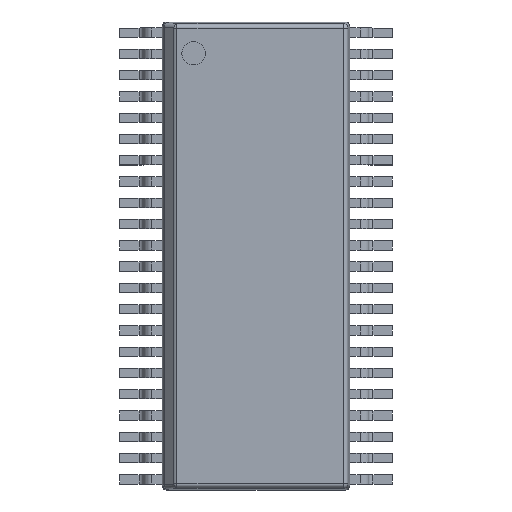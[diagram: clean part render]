
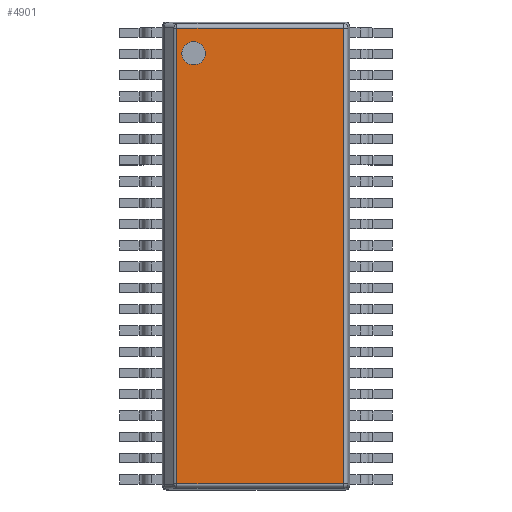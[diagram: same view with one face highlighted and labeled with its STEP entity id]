
A CAD part, top view. The second image highlights one B-rep face of the part: STEP entity #4901.
In plain terms, the highlighted planar face has unit normal (0, 0, 1).
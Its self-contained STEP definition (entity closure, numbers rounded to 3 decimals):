
#4056 = CYLINDRICAL_SURFACE('',#4057,0.1);
#4057 = AXIS2_PLACEMENT_3D('',#4058,#4059,#4060);
#4058 = CARTESIAN_POINT('',(0.3,10.857,1.1));
#4059 = DIRECTION('',(1.,0.,0.));
#4060 = DIRECTION('',(-0.,0.995,0.105));
#4257 = CYLINDRICAL_SURFACE('',#4258,0.1);
#4258 = AXIS2_PLACEMENT_3D('',#4259,#4260,#4261);
#4259 = CARTESIAN_POINT('',(0.3,0.143,1.1));
#4260 = DIRECTION('',(1.,-0.,0.));
#4261 = DIRECTION('',(-0.,-0.995,0.105));
#4358 = CYLINDRICAL_SURFACE('',#4359,0.1);
#4359 = AXIS2_PLACEMENT_3D('',#4360,#4361,#4362);
#4360 = CARTESIAN_POINT('',(0.341,0.053,1.1));
#4361 = DIRECTION('',(0.,1.,0.));
#4362 = DIRECTION('',(-0.707,0.,0.707));
#4519 = VERTEX_POINT('',#4520);
#4520 = CARTESIAN_POINT('',(0.341,10.857,1.2));
#4553 = EDGE_CURVE('',#4519,#4554,#4556,.T.);
#4554 = VERTEX_POINT('',#4555);
#4555 = CARTESIAN_POINT('',(4.257,10.857,1.2));
#4556 = SURFACE_CURVE('',#4557,(#4561,#4568),.PCURVE_S1.);
#4557 = LINE('',#4558,#4559);
#4558 = CARTESIAN_POINT('',(0.3,10.857,1.2));
#4559 = VECTOR('',#4560,1.);
#4560 = DIRECTION('',(1.,0.,0.));
#4561 = PCURVE('',#4056,#4562);
#4562 = DEFINITIONAL_REPRESENTATION('',(#4563),#4567);
#4563 = LINE('',#4564,#4565);
#4564 = CARTESIAN_POINT('',(1.466,0.));
#4565 = VECTOR('',#4566,1.);
#4566 = DIRECTION('',(0.,1.));
#4567 = ( GEOMETRIC_REPRESENTATION_CONTEXT(2) 
PARAMETRIC_REPRESENTATION_CONTEXT() REPRESENTATION_CONTEXT('2D SPACE',''
  ) );
#4568 = PCURVE('',#4569,#4574);
#4569 = PLANE('',#4570);
#4570 = AXIS2_PLACEMENT_3D('',#4571,#4572,#4573);
#4571 = CARTESIAN_POINT('',(0.,0.,1.2));
#4572 = DIRECTION('',(0.,0.,1.));
#4573 = DIRECTION('',(1.,0.,-0.));
#4574 = DEFINITIONAL_REPRESENTATION('',(#4575),#4579);
#4575 = LINE('',#4576,#4577);
#4576 = CARTESIAN_POINT('',(0.3,10.857));
#4577 = VECTOR('',#4578,1.);
#4578 = DIRECTION('',(1.,0.));
#4579 = ( GEOMETRIC_REPRESENTATION_CONTEXT(2) 
PARAMETRIC_REPRESENTATION_CONTEXT() REPRESENTATION_CONTEXT('2D SPACE',''
  ) );
#4697 = VERTEX_POINT('',#4698);
#4698 = CARTESIAN_POINT('',(0.341,0.143,1.2));
#4731 = EDGE_CURVE('',#4697,#4732,#4734,.T.);
#4732 = VERTEX_POINT('',#4733);
#4733 = CARTESIAN_POINT('',(4.257,0.143,1.2));
#4734 = SURFACE_CURVE('',#4735,(#4739,#4746),.PCURVE_S1.);
#4735 = LINE('',#4736,#4737);
#4736 = CARTESIAN_POINT('',(0.3,0.143,1.2));
#4737 = VECTOR('',#4738,1.);
#4738 = DIRECTION('',(1.,-0.,0.));
#4739 = PCURVE('',#4257,#4740);
#4740 = DEFINITIONAL_REPRESENTATION('',(#4741),#4745);
#4741 = LINE('',#4742,#4743);
#4742 = CARTESIAN_POINT('',(-1.466,0.));
#4743 = VECTOR('',#4744,1.);
#4744 = DIRECTION('',(-0.,1.));
#4745 = ( GEOMETRIC_REPRESENTATION_CONTEXT(2) 
PARAMETRIC_REPRESENTATION_CONTEXT() REPRESENTATION_CONTEXT('2D SPACE',''
  ) );
#4746 = PCURVE('',#4569,#4747);
#4747 = DEFINITIONAL_REPRESENTATION('',(#4748),#4752);
#4748 = LINE('',#4749,#4750);
#4749 = CARTESIAN_POINT('',(0.3,0.143));
#4750 = VECTOR('',#4751,1.);
#4751 = DIRECTION('',(1.,0.));
#4752 = ( GEOMETRIC_REPRESENTATION_CONTEXT(2) 
PARAMETRIC_REPRESENTATION_CONTEXT() REPRESENTATION_CONTEXT('2D SPACE',''
  ) );
#4797 = EDGE_CURVE('',#4697,#4519,#4798,.T.);
#4798 = SURFACE_CURVE('',#4799,(#4803,#4810),.PCURVE_S1.);
#4799 = LINE('',#4800,#4801);
#4800 = CARTESIAN_POINT('',(0.341,0.053,1.2));
#4801 = VECTOR('',#4802,1.);
#4802 = DIRECTION('',(0.,1.,0.));
#4803 = PCURVE('',#4358,#4804);
#4804 = DEFINITIONAL_REPRESENTATION('',(#4805),#4809);
#4805 = LINE('',#4806,#4807);
#4806 = CARTESIAN_POINT('',(0.785,0.));
#4807 = VECTOR('',#4808,1.);
#4808 = DIRECTION('',(0.,1.));
#4809 = ( GEOMETRIC_REPRESENTATION_CONTEXT(2) 
PARAMETRIC_REPRESENTATION_CONTEXT() REPRESENTATION_CONTEXT('2D SPACE',''
  ) );
#4810 = PCURVE('',#4569,#4811);
#4811 = DEFINITIONAL_REPRESENTATION('',(#4812),#4816);
#4812 = LINE('',#4813,#4814);
#4813 = CARTESIAN_POINT('',(0.341,0.053));
#4814 = VECTOR('',#4815,1.);
#4815 = DIRECTION('',(0.,1.));
#4816 = ( GEOMETRIC_REPRESENTATION_CONTEXT(2) 
PARAMETRIC_REPRESENTATION_CONTEXT() REPRESENTATION_CONTEXT('2D SPACE',''
  ) );
#4858 = CYLINDRICAL_SURFACE('',#4859,0.1);
#4859 = AXIS2_PLACEMENT_3D('',#4860,#4861,#4862);
#4860 = CARTESIAN_POINT('',(4.257,0.053,1.1));
#4861 = DIRECTION('',(0.,1.,-0.));
#4862 = DIRECTION('',(0.995,0.,0.105));
#4901 = ADVANCED_FACE('',(#4902,#4928),#4569,.T.);
#4902 = FACE_BOUND('',#4903,.T.);
#4903 = EDGE_LOOP('',(#4904,#4905,#4906,#4907));
#4904 = ORIENTED_EDGE('',*,*,#4553,.F.);
#4905 = ORIENTED_EDGE('',*,*,#4797,.F.);
#4906 = ORIENTED_EDGE('',*,*,#4731,.T.);
#4907 = ORIENTED_EDGE('',*,*,#4908,.T.);
#4908 = EDGE_CURVE('',#4732,#4554,#4909,.T.);
#4909 = SURFACE_CURVE('',#4910,(#4914,#4921),.PCURVE_S1.);
#4910 = LINE('',#4911,#4912);
#4911 = CARTESIAN_POINT('',(4.257,0.053,1.2));
#4912 = VECTOR('',#4913,1.);
#4913 = DIRECTION('',(0.,1.,-0.));
#4914 = PCURVE('',#4569,#4915);
#4915 = DEFINITIONAL_REPRESENTATION('',(#4916),#4920);
#4916 = LINE('',#4917,#4918);
#4917 = CARTESIAN_POINT('',(4.257,0.053));
#4918 = VECTOR('',#4919,1.);
#4919 = DIRECTION('',(0.,1.));
#4920 = ( GEOMETRIC_REPRESENTATION_CONTEXT(2) 
PARAMETRIC_REPRESENTATION_CONTEXT() REPRESENTATION_CONTEXT('2D SPACE',''
  ) );
#4921 = PCURVE('',#4858,#4922);
#4922 = DEFINITIONAL_REPRESENTATION('',(#4923),#4927);
#4923 = LINE('',#4924,#4925);
#4924 = CARTESIAN_POINT('',(-1.466,0.));
#4925 = VECTOR('',#4926,1.);
#4926 = DIRECTION('',(-0.,1.));
#4927 = ( GEOMETRIC_REPRESENTATION_CONTEXT(2) 
PARAMETRIC_REPRESENTATION_CONTEXT() REPRESENTATION_CONTEXT('2D SPACE',''
  ) );
#4928 = FACE_BOUND('',#4929,.T.);
#4929 = EDGE_LOOP('',(#4930));
#4930 = ORIENTED_EDGE('',*,*,#4931,.F.);
#4931 = EDGE_CURVE('',#4932,#4932,#4934,.T.);
#4932 = VERTEX_POINT('',#4933);
#4933 = CARTESIAN_POINT('',(1.008,10.267,1.2));
#4934 = SURFACE_CURVE('',#4935,(#4940,#4947),.PCURVE_S1.);
#4935 = CIRCLE('',#4936,0.275);
#4936 = AXIS2_PLACEMENT_3D('',#4937,#4938,#4939);
#4937 = CARTESIAN_POINT('',(0.733,10.267,1.2));
#4938 = DIRECTION('',(0.,0.,1.));
#4939 = DIRECTION('',(1.,0.,-0.));
#4940 = PCURVE('',#4569,#4941);
#4941 = DEFINITIONAL_REPRESENTATION('',(#4942),#4946);
#4942 = CIRCLE('',#4943,0.275);
#4943 = AXIS2_PLACEMENT_2D('',#4944,#4945);
#4944 = CARTESIAN_POINT('',(0.733,10.267));
#4945 = DIRECTION('',(1.,0.));
#4946 = ( GEOMETRIC_REPRESENTATION_CONTEXT(2) 
PARAMETRIC_REPRESENTATION_CONTEXT() REPRESENTATION_CONTEXT('2D SPACE',''
  ) );
#4947 = PCURVE('',#4948,#4953);
#4948 = CYLINDRICAL_SURFACE('',#4949,0.275);
#4949 = AXIS2_PLACEMENT_3D('',#4950,#4951,#4952);
#4950 = CARTESIAN_POINT('',(0.733,10.267,1.1));
#4951 = DIRECTION('',(0.,0.,1.));
#4952 = DIRECTION('',(1.,0.,-0.));
#4953 = DEFINITIONAL_REPRESENTATION('',(#4954),#4958);
#4954 = LINE('',#4955,#4956);
#4955 = CARTESIAN_POINT('',(0.,0.1));
#4956 = VECTOR('',#4957,1.);
#4957 = DIRECTION('',(1.,0.));
#4958 = ( GEOMETRIC_REPRESENTATION_CONTEXT(2) 
PARAMETRIC_REPRESENTATION_CONTEXT() REPRESENTATION_CONTEXT('2D SPACE',''
  ) );
